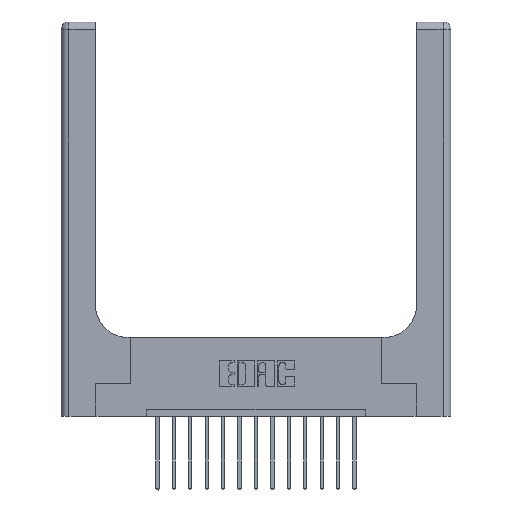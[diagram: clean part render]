
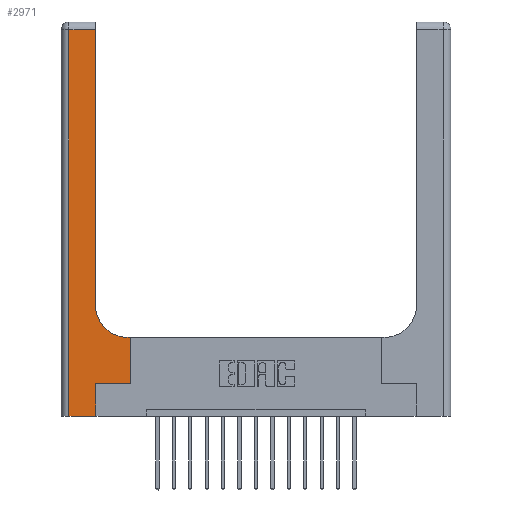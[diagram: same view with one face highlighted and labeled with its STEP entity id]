
A CAD part, top view. The second image highlights one B-rep face of the part: STEP entity #2971.
In plain terms, the highlighted planar face has unit normal (0, 0, 1).
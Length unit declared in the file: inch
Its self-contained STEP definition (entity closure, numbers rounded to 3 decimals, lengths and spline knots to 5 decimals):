
#41 = VERTEX_POINT ( 'NONE', #14247 ) ;
#610 = AXIS2_PLACEMENT_3D ( 'NONE', #1874, #8514, #2094 ) ;
#631 = VERTEX_POINT ( 'NONE', #13726 ) ;
#830 = EDGE_CURVE ( 'NONE', #4754, #631, #17098, .T. ) ;
#839 = ORIENTED_EDGE ( 'NONE', *, *, #7495, .T. ) ;
#1100 = DIRECTION ( 'NONE',  ( 1., 0., 0. ) ) ;
#1163 = LINE ( 'NONE', #16288, #2810 ) ;
#1276 = VECTOR ( 'NONE', #9325, 39.37008 ) ;
#1681 = VECTOR ( 'NONE', #8857, 39.37008 ) ;
#1793 = ORIENTED_EDGE ( 'NONE', *, *, #830, .T. ) ;
#1874 = CARTESIAN_POINT ( 'NONE',  ( 0., 3., 0.37 ) ) ;
#1936 = PLANE ( 'NONE',  #610 ) ;
#2094 = DIRECTION ( 'NONE',  ( -1., 0., 0. ) ) ;
#2309 = DIRECTION ( 'NONE',  ( 0., 1., 0. ) ) ;
#2348 = VECTOR ( 'NONE', #7472, 39.37008 ) ;
#2507 = DIRECTION ( 'NONE',  ( 1., 0., 0. ) ) ;
#2557 = AXIS2_PLACEMENT_3D ( 'NONE', #13228, #6579, #5040 ) ;
#2810 = VECTOR ( 'NONE', #2979, 39.37008 ) ;
#2971 = ADVANCED_FACE ( 'NONE', ( #16204 ), #1936, .F. ) ;
#2979 = DIRECTION ( 'NONE',  ( -1., 0., 0. ) ) ;
#3333 = ORIENTED_EDGE ( 'NONE', *, *, #11337, .T. ) ;
#3454 = VERTEX_POINT ( 'NONE', #8537 ) ;
#3539 = LINE ( 'NONE', #10242, #8324 ) ;
#4754 = VERTEX_POINT ( 'NONE', #13212 ) ;
#5040 = DIRECTION ( 'NONE',  ( 1., 0., 0. ) ) ;
#5154 = CARTESIAN_POINT ( 'NONE',  ( 0.06, 2.94, 0.37 ) ) ;
#5206 = LINE ( 'NONE', #8911, #1681 ) ;
#5793 = VERTEX_POINT ( 'NONE', #11562 ) ;
#6148 = CARTESIAN_POINT ( 'NONE',  ( 0.26, 0.6, 0.37 ) ) ;
#6162 = EDGE_CURVE ( 'NONE', #9072, #41, #9005, .T. ) ;
#6579 = DIRECTION ( 'NONE',  ( 0., 0., -1. ) ) ;
#6874 = CARTESIAN_POINT ( 'NONE',  ( 0.26, 0.85, 0.37 ) ) ;
#6999 = ORIENTED_EDGE ( 'NONE', *, *, #13106, .T. ) ;
#7010 = VECTOR ( 'NONE', #1100, 39.37008 ) ;
#7472 = DIRECTION ( 'NONE',  ( -1., 0., 0. ) ) ;
#7495 = EDGE_CURVE ( 'NONE', #3454, #4754, #13574, .T. ) ;
#7703 = EDGE_CURVE ( 'NONE', #631, #9072, #5206, .T. ) ;
#8106 = EDGE_CURVE ( 'NONE', #12169, #9176, #3539, .T. ) ;
#8141 = VECTOR ( 'NONE', #16343, 39.37008 ) ;
#8324 = VECTOR ( 'NONE', #2309, 39.37008 ) ;
#8514 = DIRECTION ( 'NONE',  ( 0., 0., -1. ) ) ;
#8537 = CARTESIAN_POINT ( 'NONE',  ( 0.265, 0., 0.37 ) ) ;
#8717 = ORIENTED_EDGE ( 'NONE', *, *, #12058, .T. ) ;
#8857 = DIRECTION ( 'NONE',  ( 0., 1., 0. ) ) ;
#8911 = CARTESIAN_POINT ( 'NONE',  ( 0.528, 0.25, 0.37 ) ) ;
#9005 = LINE ( 'NONE', #6148, #2348 ) ;
#9072 = VERTEX_POINT ( 'NONE', #16389 ) ;
#9176 = VERTEX_POINT ( 'NONE', #13987 ) ;
#9325 = DIRECTION ( 'NONE',  ( 0., -1., 0. ) ) ;
#9731 = VERTEX_POINT ( 'NONE', #5154 ) ;
#10242 = CARTESIAN_POINT ( 'NONE',  ( 0.26, 3., 0.37 ) ) ;
#10712 = ORIENTED_EDGE ( 'NONE', *, *, #8106, .T. ) ;
#10822 = CIRCLE ( 'NONE', #2557, 0.25 ) ;
#11160 = ORIENTED_EDGE ( 'NONE', *, *, #6162, .T. ) ;
#11337 = EDGE_CURVE ( 'NONE', #9176, #9731, #1163, .T. ) ;
#11538 = VECTOR ( 'NONE', #2507, 39.37008 ) ;
#11562 = CARTESIAN_POINT ( 'NONE',  ( 0.06, 0., 0.37 ) ) ;
#12058 = EDGE_CURVE ( 'NONE', #9731, #5793, #15038, .T. ) ;
#12169 = VERTEX_POINT ( 'NONE', #6874 ) ;
#12455 = LINE ( 'NONE', #14280, #7010 ) ;
#12461 = EDGE_CURVE ( 'NONE', #41, #12169, #10822, .T. ) ;
#12986 = ORIENTED_EDGE ( 'NONE', *, *, #12461, .T. ) ;
#13106 = EDGE_CURVE ( 'NONE', #5793, #3454, #12455, .T. ) ;
#13212 = CARTESIAN_POINT ( 'NONE',  ( 0.265, 0.25, 0.37 ) ) ;
#13228 = CARTESIAN_POINT ( 'NONE',  ( 0.51, 0.85, 0.37 ) ) ;
#13365 = CARTESIAN_POINT ( 'NONE',  ( 0.265, 0.25, 0.37 ) ) ;
#13574 = LINE ( 'NONE', #16394, #8141 ) ;
#13726 = CARTESIAN_POINT ( 'NONE',  ( 0.528, 0.25, 0.37 ) ) ;
#13987 = CARTESIAN_POINT ( 'NONE',  ( 0.26, 2.94, 0.37 ) ) ;
#14247 = CARTESIAN_POINT ( 'NONE',  ( 0.51, 0.6, 0.37 ) ) ;
#14280 = CARTESIAN_POINT ( 'NONE',  ( 0., 0., 0.37 ) ) ;
#14814 = CARTESIAN_POINT ( 'NONE',  ( 0.06, 3., 0.37 ) ) ;
#15038 = LINE ( 'NONE', #14814, #1276 ) ;
#15149 = EDGE_LOOP ( 'NONE', ( #10712, #3333, #8717, #6999, #839, #1793, #16546, #11160, #12986 ) ) ;
#16204 = FACE_OUTER_BOUND ( 'NONE', #15149, .T. ) ;
#16288 = CARTESIAN_POINT ( 'NONE',  ( 0., 2.94, 0.37 ) ) ;
#16343 = DIRECTION ( 'NONE',  ( 0., 1., 0. ) ) ;
#16389 = CARTESIAN_POINT ( 'NONE',  ( 0.528, 0.6, 0.37 ) ) ;
#16394 = CARTESIAN_POINT ( 'NONE',  ( 0.265, 0., 0.37 ) ) ;
#16546 = ORIENTED_EDGE ( 'NONE', *, *, #7703, .T. ) ;
#17098 = LINE ( 'NONE', #13365, #11538 ) ;
